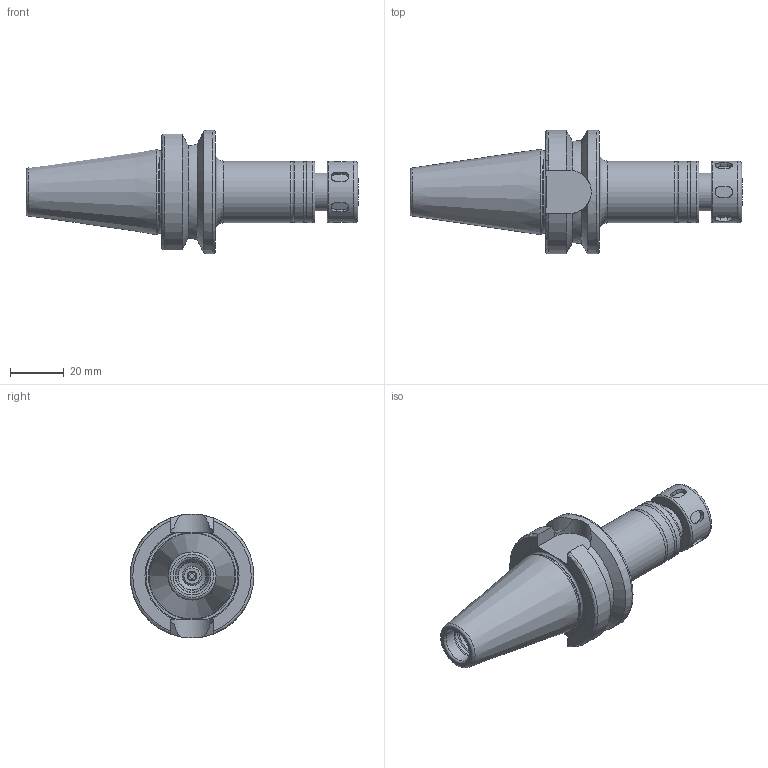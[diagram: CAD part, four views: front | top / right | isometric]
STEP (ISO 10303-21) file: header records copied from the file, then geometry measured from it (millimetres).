
FILE_DESCRIPTION((''),'2;1');
FILE_NAME('254010107075-3D.stp','2020-04-13T10:29:39',('nttooll'),(''),'Autodesk Inventor 2012','Autodesk Inventor 2012','');
FILE_SCHEMA(('AUTOMOTIVE_DESIGN { 1 0 10303 214 1 1 1 1 }'));
Length unit declared in the file: millimetre
Products named in the file (1): 254010107075-3D
Bounding box: 123.4 x 46 x 46 mm (x, y, z)
Volume: 64362.7 mm3; surface area: 18657.8 mm2
Topology: 1 solids, 1 shells, 127 faces, 264 edges, 166 vertices
Faces by surface type: plane 49, cylinder 45, cone 20, torus 13
Full cylindrical faces by diameter (mm): 1.7 x1, 3 x1, 3.5 x1, 5.745 x1, 7 x2, 7.3 x1, 8 x2, 8.5 x1, 8.79 x1, 9.7 x1, 10.4 x1, 10.5 x1, 12 x1, 12.1 x1, 12.5 x1, 12.9 x1, 14 x2, 17 x1, 23 x4, 30.8 x1, 46 x1
Entity records: 3360 total; most frequent: CARTESIAN_POINT 830, DIRECTION 532, ORIENTED_EDGE 422, AXIS2_PLACEMENT_3D 231, EDGE_CURVE 211, EDGE_LOOP 206, VERTEX_POINT 165, FACE_OUTER_BOUND 127
